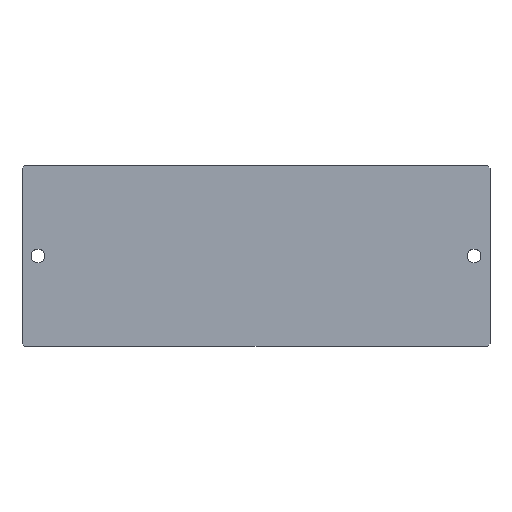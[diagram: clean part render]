
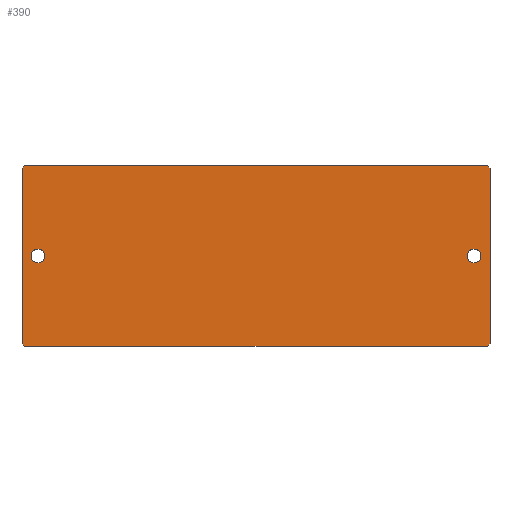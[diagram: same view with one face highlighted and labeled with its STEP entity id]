
A CAD part, top view. The second image highlights one B-rep face of the part: STEP entity #390.
In plain terms, the highlighted planar face has unit normal (0, 0, 1).
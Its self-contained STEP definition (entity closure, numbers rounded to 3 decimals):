
#5 = CARTESIAN_POINT ( 'NONE',  ( 43.5, 17., 3. ) ) ;
#6 = CARTESIAN_POINT ( 'NONE',  ( 39.7, 0., 3. ) ) ;
#12 = VERTEX_POINT ( 'NONE', #144 ) ;
#14 = VERTEX_POINT ( 'NONE', #112 ) ;
#15 = VERTEX_POINT ( 'NONE', #107 ) ;
#16 = VERTEX_POINT ( 'NONE', #125 ) ;
#17 = VERTEX_POINT ( 'NONE', #5 ) ;
#18 = VERTEX_POINT ( 'NONE', #6 ) ;
#20 = VERTEX_POINT ( 'NONE', #137 ) ;
#27 = VERTEX_POINT ( 'NONE', #147 ) ;
#32 = VERTEX_POINT ( 'NONE', #117 ) ;
#35 = VERTEX_POINT ( 'NONE', #156 ) ;
#37 = VERTEX_POINT ( 'NONE', #150 ) ;
#41 = VERTEX_POINT ( 'NONE', #116 ) ;
#63 = ORIENTED_EDGE ( 'NONE', *, *, #423, .F. ) ;
#66 = ORIENTED_EDGE ( 'NONE', *, *, #439, .T. ) ;
#69 = ORIENTED_EDGE ( 'NONE', *, *, #422, .F. ) ;
#70 = ORIENTED_EDGE ( 'NONE', *, *, #440, .F. ) ;
#73 = ORIENTED_EDGE ( 'NONE', *, *, #387, .T. ) ;
#76 = ORIENTED_EDGE ( 'NONE', *, *, #436, .F. ) ;
#80 = ORIENTED_EDGE ( 'NONE', *, *, #424, .T. ) ;
#81 = ORIENTED_EDGE ( 'NONE', *, *, #386, .T. ) ;
#86 = ORIENTED_EDGE ( 'NONE', *, *, #385, .T. ) ;
#92 = ORIENTED_EDGE ( 'NONE', *, *, #431, .T. ) ;
#95 = ORIENTED_EDGE ( 'NONE', *, *, #410, .T. ) ;
#98 = ORIENTED_EDGE ( 'NONE', *, *, #406, .T. ) ;
#106 = EDGE_LOOP ( 'NONE', ( #69, #70 ) ) ;
#107 = CARTESIAN_POINT ( 'NONE',  ( -44., 16.5, 3. ) ) ;
#112 = CARTESIAN_POINT ( 'NONE',  ( 44., 16.5, 3. ) ) ;
#116 = CARTESIAN_POINT ( 'NONE',  ( -43.5, 17., 3. ) ) ;
#117 = CARTESIAN_POINT ( 'NONE',  ( -44., -16.5, 3. ) ) ;
#120 = EDGE_LOOP ( 'NONE', ( #63, #76 ) ) ;
#122 = EDGE_LOOP ( 'NONE', ( #66, #73, #80, #86, #95, #81, #98, #92 ) ) ;
#125 = CARTESIAN_POINT ( 'NONE',  ( 44., -16.5, 3. ) ) ;
#131 = LINE ( 'NONE', #139, #447 ) ;
#132 = LINE ( 'NONE', #162, #451 ) ;
#137 = CARTESIAN_POINT ( 'NONE',  ( 42.3, 0., 3. ) ) ;
#139 = CARTESIAN_POINT ( 'NONE',  ( -60.75, -0.25, 3. ) ) ;
#144 = CARTESIAN_POINT ( 'NONE',  ( -43.5, -17., 3. ) ) ;
#147 = CARTESIAN_POINT ( 'NONE',  ( 43.5, -17., 3. ) ) ;
#150 = CARTESIAN_POINT ( 'NONE',  ( -42.3, 0., 3. ) ) ;
#156 = CARTESIAN_POINT ( 'NONE',  ( -39.7, 0., 3. ) ) ;
#161 = CARTESIAN_POINT ( 'NONE',  ( 16.75, 43.75, 3. ) ) ;
#162 = CARTESIAN_POINT ( 'NONE',  ( -43.75, -16.75, 3. ) ) ;
#163 = DIRECTION ( 'NONE',  ( -0.707, 0.707, 0. ) ) ;
#164 = DIRECTION ( 'NONE',  ( 0.707, -0.707, 0. ) ) ;
#176 = DIRECTION ( 'NONE',  ( -0.707, -0.707, 0. ) ) ;
#178 = LINE ( 'NONE', #161, #454 ) ;
#181 = DIRECTION ( 'NONE',  ( 0., 0., 1. ) ) ;
#185 = PLANE ( 'NONE',  #452 ) ;
#187 = DIRECTION ( 'NONE',  ( 1., 0., 0. ) ) ;
#188 = FACE_BOUND ( 'NONE', #106, .T. ) ;
#189 = FACE_OUTER_BOUND ( 'NONE', #122, .T. ) ;
#202 = FACE_BOUND ( 'NONE', #120, .T. ) ;
#203 = CARTESIAN_POINT ( 'NONE',  ( -44., -17., 3. ) ) ;
#229 = LINE ( 'NONE', #231, #468 ) ;
#231 = CARTESIAN_POINT ( 'NONE',  ( -44., -17., 3. ) ) ;
#234 = DIRECTION ( 'NONE',  ( 1., 0., 0. ) ) ;
#250 = DIRECTION ( 'NONE',  ( 0., 0., 1. ) ) ;
#253 = LINE ( 'NONE', #270, #482 ) ;
#256 = DIRECTION ( 'NONE',  ( 0., -1., 0. ) ) ;
#258 = LINE ( 'NONE', #259, #472 ) ;
#259 = CARTESIAN_POINT ( 'NONE',  ( -44., 17., 3. ) ) ;
#270 = CARTESIAN_POINT ( 'NONE',  ( -44., 17., 3. ) ) ;
#271 = CARTESIAN_POINT ( 'NONE',  ( 41., 0., 3. ) ) ;
#283 = CARTESIAN_POINT ( 'NONE',  ( -41., 0., 3. ) ) ;
#284 = LINE ( 'NONE', #289, #491 ) ;
#289 = CARTESIAN_POINT ( 'NONE',  ( -0.25, -60.75, 3. ) ) ;
#291 = DIRECTION ( 'NONE',  ( 1., 0., 0. ) ) ;
#297 = DIRECTION ( 'NONE',  ( -1., 0., 0. ) ) ;
#300 = DIRECTION ( 'NONE',  ( 0.707, 0.707, 0. ) ) ;
#301 = DIRECTION ( 'NONE',  ( 0., 0., 1. ) ) ;
#304 = DIRECTION ( 'NONE',  ( 1., 0., 0. ) ) ;
#308 = DIRECTION ( 'NONE',  ( 1., 0., 0. ) ) ;
#310 = DIRECTION ( 'NONE',  ( 0., 0., 1. ) ) ;
#311 = DIRECTION ( 'NONE',  ( 0., 1., 0. ) ) ;
#312 = CARTESIAN_POINT ( 'NONE',  ( 44., 17., 3. ) ) ;
#323 = DIRECTION ( 'NONE',  ( 0., 0., 1. ) ) ;
#332 = CARTESIAN_POINT ( 'NONE',  ( -41., 0., 3. ) ) ;
#334 = LINE ( 'NONE', #312, #476 ) ;
#339 = DIRECTION ( 'NONE',  ( 1., 0., 0. ) ) ;
#341 = CARTESIAN_POINT ( 'NONE',  ( 41., 0., 3. ) ) ;
#385 = EDGE_CURVE ( 'NONE', #41, #15, #131, .T. ) ;
#386 = EDGE_CURVE ( 'NONE', #32, #12, #132, .T. ) ;
#387 = EDGE_CURVE ( 'NONE', #14, #17, #178, .T. ) ;
#390 = ADVANCED_FACE ( 'NONE', ( #202, #188, #189 ), #185, .T. ) ;
#406 = EDGE_CURVE ( 'NONE', #12, #27, #229, .T. ) ;
#410 = EDGE_CURVE ( 'NONE', #15, #32, #258, .T. ) ;
#422 = EDGE_CURVE ( 'NONE', #20, #18, #498, .T. ) ;
#423 = EDGE_CURVE ( 'NONE', #35, #37, #480, .T. ) ;
#424 = EDGE_CURVE ( 'NONE', #17, #41, #253, .T. ) ;
#431 = EDGE_CURVE ( 'NONE', #27, #16, #284, .T. ) ;
#436 = EDGE_CURVE ( 'NONE', #37, #35, #486, .T. ) ;
#439 = EDGE_CURVE ( 'NONE', #16, #14, #334, .T. ) ;
#440 = EDGE_CURVE ( 'NONE', #18, #20, #478, .T. ) ;
#447 = VECTOR ( 'NONE', #176, 1000. ) ;
#451 = VECTOR ( 'NONE', #164, 1000. ) ;
#452 = AXIS2_PLACEMENT_3D ( 'NONE', #203, #181, #187 ) ;
#454 = VECTOR ( 'NONE', #163, 1000. ) ;
#468 = VECTOR ( 'NONE', #234, 1000. ) ;
#472 = VECTOR ( 'NONE', #256, 1000. ) ;
#476 = VECTOR ( 'NONE', #311, 1000. ) ;
#478 = CIRCLE ( 'NONE', #503, 1.3 ) ;
#480 = CIRCLE ( 'NONE', #499, 1.3 ) ;
#482 = VECTOR ( 'NONE', #297, 1000. ) ;
#486 = CIRCLE ( 'NONE', #487, 1.3 ) ;
#487 = AXIS2_PLACEMENT_3D ( 'NONE', #332, #323, #308 ) ;
#491 = VECTOR ( 'NONE', #300, 1000. ) ;
#497 = AXIS2_PLACEMENT_3D ( 'NONE', #271, #250, #291 ) ;
#498 = CIRCLE ( 'NONE', #497, 1.3 ) ;
#499 = AXIS2_PLACEMENT_3D ( 'NONE', #283, #301, #304 ) ;
#503 = AXIS2_PLACEMENT_3D ( 'NONE', #341, #310, #339 ) ;
